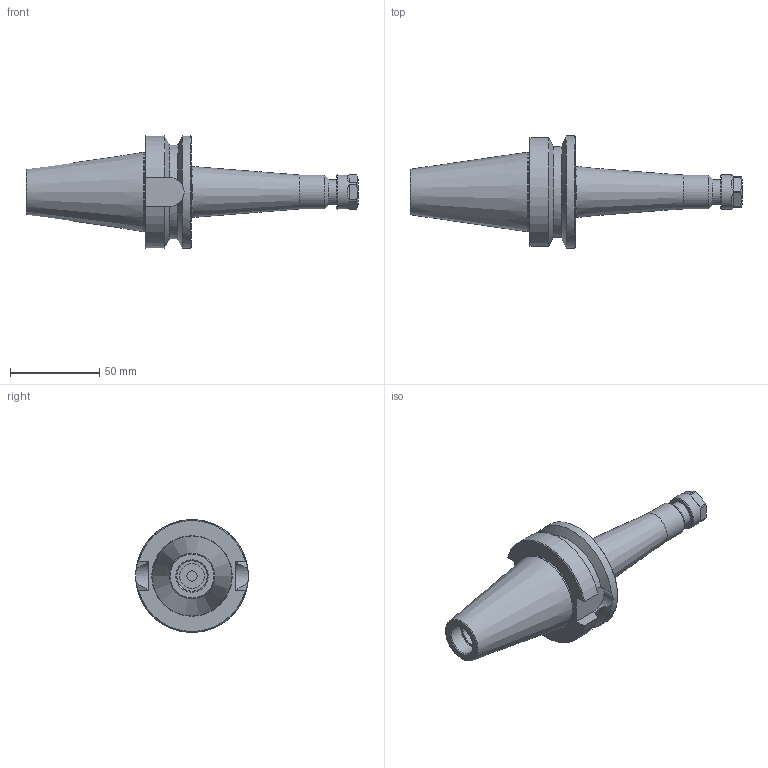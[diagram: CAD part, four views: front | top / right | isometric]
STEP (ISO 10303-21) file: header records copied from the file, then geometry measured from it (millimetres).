
FILE_DESCRIPTION(/* description */ (''),/* implementation_level */ '2;1');
FILE_NAME(/* name */ 'BT40 ER11-120DT.step',/* time_stamp */ '2025-08-12T13:22:49-05:00',/* author */ (''),/* organization */ (''),/* preprocessor_version */ 'ST-DEVELOPER v20.1',/* originating_system */ 'Autodesk Translation Framework v14.10.0.0',/* authorisation */ '');
FILE_SCHEMA (('AUTOMOTIVE_DESIGN { 1 0 10303 214 3 1 1 }'));
Length unit declared in the file: inch
Products named in the file (2): BT40 EM.750-2.5D; ER11 Collet Nut v1
Assembly tree (1 placements, depth 2):
  BT40 EM.750-2.5D
    ER11 Collet Nut v1
Bounding box: 185.53 x 62.99 x 62.99 mm (x, y, z)
Volume: 155174.6 mm3; surface area: 31117.3 mm2
Topology: 2 solids, 2 shells, 66 faces, 163 edges, 105 vertices
Faces by surface type: plane 32, cone 16, cylinder 15, torus 3
Full cylindrical faces by diameter (mm): 5.69 x1, 8.23 x1, 13.716 x1, 14 x1, 17.018 x1, 18.999 x1, 19.05 x1, 44.45 x1, 62.992 x1
Entity records: 2114 total; most frequent: CARTESIAN_POINT 438, DIRECTION 347, ORIENTED_EDGE 326, EDGE_CURVE 163, AXIS2_PLACEMENT_3D 141, VERTEX_POINT 105, EDGE_LOOP 72, FACE_OUTER_BOUND 66
